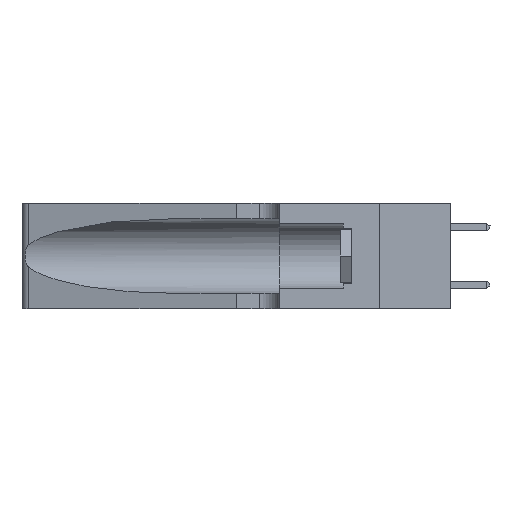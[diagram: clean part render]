
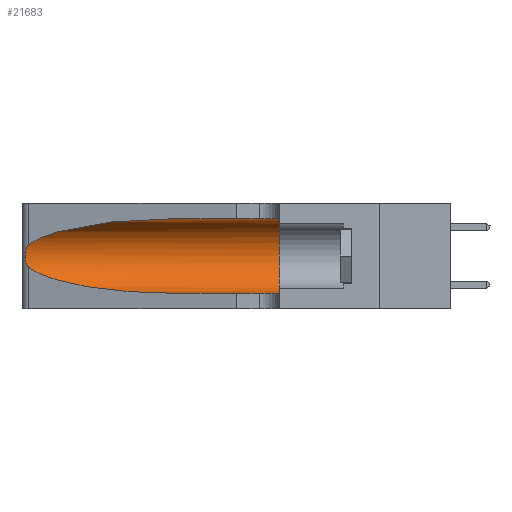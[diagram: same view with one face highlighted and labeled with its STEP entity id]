
A CAD part, left-side view. The second image highlights one B-rep face of the part: STEP entity #21683.
In plain terms, the highlighted cylindrical face has radius 3.308 mm (diameter 6.617 mm), a partial arc.
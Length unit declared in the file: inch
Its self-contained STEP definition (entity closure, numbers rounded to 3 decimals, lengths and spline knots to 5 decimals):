
#113 = EDGE_CURVE ( 'NONE', #504, #13834, #13199, .T. ) ;
#504 = VERTEX_POINT ( 'NONE', #20471 ) ;
#697 = CARTESIAN_POINT ( 'NONE',  ( 0.1305, 0.35, 0.05475 ) ) ;
#885 = ORIENTED_EDGE ( 'NONE', *, *, #113, .F. ) ;
#1043 = CARTESIAN_POINT ( 'NONE',  ( 0.1305, 0.72297, 0.05475 ) ) ;
#1172 = VERTEX_POINT ( 'NONE', #3735 ) ;
#1473 = CARTESIAN_POINT ( 'NONE',  ( 0.25639, 1.23184, 0.21858 ) ) ;
#2119 = ORIENTED_EDGE ( 'NONE', *, *, #4044, .F. ) ;
#3473 = EDGE_CURVE ( 'NONE', #17042, #17811, #15598, .T. ) ;
#3575 = CARTESIAN_POINT ( 'NONE',  ( 0.25854, 1.2359, 0.20912 ) ) ;
#3579 = VECTOR ( 'NONE', #21337, 39.37008 ) ;
#3581 = ORIENTED_EDGE ( 'NONE', *, *, #17023, .T. ) ;
#3735 = CARTESIAN_POINT ( 'NONE',  ( 0.25487, 1.22718, 0.22369 ) ) ;
#3816 = DIRECTION ( 'NONE',  ( 0., -1., 0. ) ) ;
#4044 = EDGE_CURVE ( 'NONE', #13834, #9563, #25842, .T. ) ;
#5166 = CARTESIAN_POINT ( 'NONE',  ( 0.2373, 1.15595, 0.08982 ) ) ;
#5684 = CARTESIAN_POINT ( 'NONE',  ( 0.26075, 1.23896, 0.19203 ) ) ;
#7737 = CARTESIAN_POINT ( 'NONE',  ( 0.26017, 1.23833, 0.17102 ) ) ;
#8438 = EDGE_CURVE ( 'NONE', #17811, #9563, #16612, .T. ) ;
#8830 = CARTESIAN_POINT ( 'NONE',  ( 0.1305, 0.72297, 0.31525 ) ) ;
#8848 = B_SPLINE_CURVE_WITH_KNOTS ( 'NONE', 3,
 ( #13728, #26127, #1473, #15888, #3575, #17965, #5684, #20041, #7737, #22098, #9776, #24158, #11826, #26219 ),
 .UNSPECIFIED., .F., .F.,
 ( 4, 2, 2, 2, 2, 2, 4 ),
 ( 0., 0.00027, 0.00053, 0.00107, 0.0016, 0.00187, 0.00214 ),
 .UNSPECIFIED. ) ;
#9563 = VERTEX_POINT ( 'NONE', #697 ) ;
#9776 = CARTESIAN_POINT ( 'NONE',  ( 0.25789, 1.23486, 0.15765 ) ) ;
#10122 = CARTESIAN_POINT ( 'NONE',  ( 0.1305, 1.61858, 0.185 ) ) ;
#10876 = CARTESIAN_POINT ( 'NONE',  ( 0.2373, 1.15595, 0.28018 ) ) ;
#11110 = CARTESIAN_POINT ( 'NONE',  ( 0.1305, 0.35, 0.185 ) ) ;
#11826 = CARTESIAN_POINT ( 'NONE',  ( 0.25555, 1.22993, 0.14849 ) ) ;
#12505 = CARTESIAN_POINT ( 'NONE',  ( 0.1305, 0.72297, 0.05475 ) ) ;
#13177 = DIRECTION ( 'NONE',  ( 0., 0., 1. ) ) ;
#13199 = LINE ( 'NONE', #17960, #3579 ) ;
#13390 = CARTESIAN_POINT ( 'NONE',  ( 0.25487, 1.22718, 0.14631 ) ) ;
#13619 =( BOUNDED_CURVE ( )  B_SPLINE_CURVE ( 3, ( #8830, #23207, #10876, #25257 ),
 .UNSPECIFIED., .F., .F. ) 
 B_SPLINE_CURVE_WITH_KNOTS ( ( 4, 4 ),
 ( 1.5708, 2.84003 ),
 .UNSPECIFIED. ) 
 CURVE ( )  GEOMETRIC_REPRESENTATION_ITEM ( )  RATIONAL_B_SPLINE_CURVE ( ( 1., 0.87, 0.87, 1. ) ) 
 REPRESENTATION_ITEM ( '' )  );
#13728 = CARTESIAN_POINT ( 'NONE',  ( 0.25487, 1.22718, 0.22369 ) ) ;
#13834 = VERTEX_POINT ( 'NONE', #15177 ) ;
#13904 = CARTESIAN_POINT ( 'NONE',  ( 0.25487, 1.22718, 0.14631 ) ) ;
#15177 = CARTESIAN_POINT ( 'NONE',  ( 0.1305, 0.35, 0.31525 ) ) ;
#15365 = CARTESIAN_POINT ( 'NONE',  ( 0.18966, 0.96281, 0.05475 ) ) ;
#15598 =( BOUNDED_CURVE ( )  B_SPLINE_CURVE ( 3, ( #13390, #5166, #15365, #1043 ),
 .UNSPECIFIED., .F., .T. ) 
 B_SPLINE_CURVE_WITH_KNOTS ( ( 4, 4 ),
 ( 3.44316, 4.71239 ),
 .UNSPECIFIED. ) 
 CURVE ( )  GEOMETRIC_REPRESENTATION_ITEM ( )  RATIONAL_B_SPLINE_CURVE ( ( 1., 0.87, 0.87, 1. ) ) 
 REPRESENTATION_ITEM ( '' )  );
#15876 = EDGE_LOOP ( 'NONE', ( #18264, #3581, #24344, #16240, #2119, #885 ) ) ;
#15888 = CARTESIAN_POINT ( 'NONE',  ( 0.25787, 1.23484, 0.2124 ) ) ;
#16078 = EDGE_CURVE ( 'NONE', #504, #1172, #13619, .T. ) ;
#16124 = CARTESIAN_POINT ( 'NONE',  ( 0.1305, 1.61858, 0.05475 ) ) ;
#16240 = ORIENTED_EDGE ( 'NONE', *, *, #8438, .T. ) ;
#16242 = DIRECTION ( 'NONE',  ( 0., -1., 0. ) ) ;
#16612 = LINE ( 'NONE', #16124, #22077 ) ;
#17023 = EDGE_CURVE ( 'NONE', #1172, #17042, #8848, .T. ) ;
#17042 = VERTEX_POINT ( 'NONE', #13904 ) ;
#17749 = AXIS2_PLACEMENT_3D ( 'NONE', #11110, #25496, #13177 ) ;
#17811 = VERTEX_POINT ( 'NONE', #12505 ) ;
#17960 = CARTESIAN_POINT ( 'NONE',  ( 0.1305, 1.61858, 0.31525 ) ) ;
#17965 = CARTESIAN_POINT ( 'NONE',  ( 0.26018, 1.23835, 0.19895 ) ) ;
#18235 = DIRECTION ( 'NONE',  ( 0., 0., -1. ) ) ;
#18264 = ORIENTED_EDGE ( 'NONE', *, *, #16078, .T. ) ;
#18731 = FACE_OUTER_BOUND ( 'NONE', #15876, .T. ) ;
#20041 = CARTESIAN_POINT ( 'NONE',  ( 0.26075, 1.23896, 0.178 ) ) ;
#20471 = CARTESIAN_POINT ( 'NONE',  ( 0.1305, 0.72297, 0.31525 ) ) ;
#21337 = DIRECTION ( 'NONE',  ( 0., -1., 0. ) ) ;
#21683 = ADVANCED_FACE ( 'NONE', ( #18731 ), #23528, .F. ) ;
#22077 = VECTOR ( 'NONE', #3816, 39.37008 ) ;
#22098 = CARTESIAN_POINT ( 'NONE',  ( 0.25856, 1.23593, 0.16098 ) ) ;
#23207 = CARTESIAN_POINT ( 'NONE',  ( 0.18966, 0.96281, 0.31525 ) ) ;
#23528 = CYLINDRICAL_SURFACE ( 'NONE', #24441, 0.13025 ) ;
#24158 = CARTESIAN_POINT ( 'NONE',  ( 0.25639, 1.23186, 0.15144 ) ) ;
#24344 = ORIENTED_EDGE ( 'NONE', *, *, #3473, .T. ) ;
#24441 = AXIS2_PLACEMENT_3D ( 'NONE', #10122, #16242, #18235 ) ;
#25257 = CARTESIAN_POINT ( 'NONE',  ( 0.25487, 1.22718, 0.22369 ) ) ;
#25496 = DIRECTION ( 'NONE',  ( 0., 1., 0. ) ) ;
#25842 = CIRCLE ( 'NONE', #17749, 0.13025 ) ;
#26127 = CARTESIAN_POINT ( 'NONE',  ( 0.25555, 1.22994, 0.2215 ) ) ;
#26219 = CARTESIAN_POINT ( 'NONE',  ( 0.25487, 1.22718, 0.14631 ) ) ;
